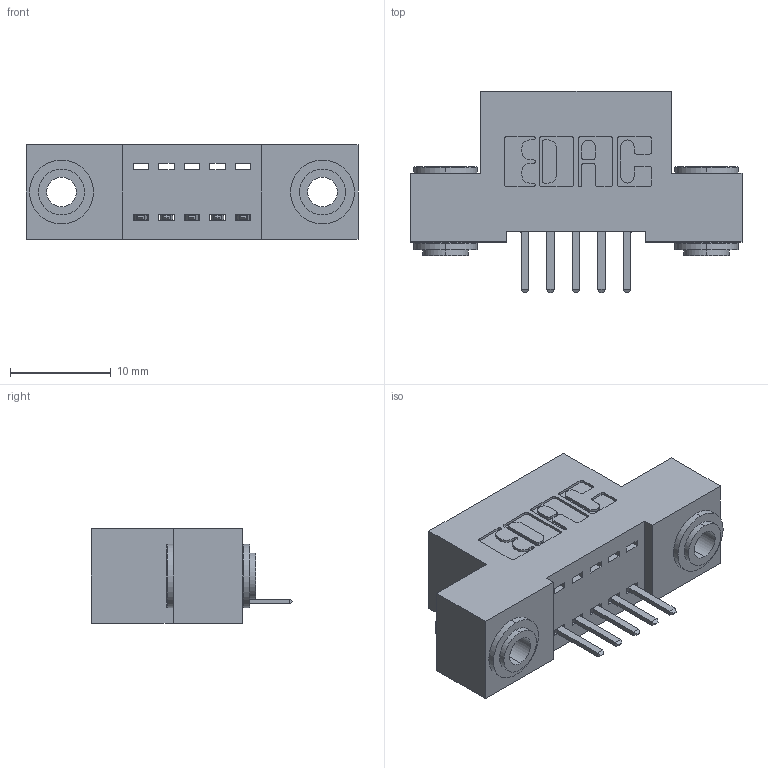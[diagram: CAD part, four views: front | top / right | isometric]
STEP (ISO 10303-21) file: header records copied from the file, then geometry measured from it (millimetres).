
FILE_DESCRIPTION (( 'STEP AP203' ), '1' );
FILE_NAME ('392-005-520-103.STEP', '2018-08-14T17:00:17', ( '' ), ( '' ), 'SwSTEP 2.0', 'SolidWorks 2016', '' );
FILE_SCHEMA (( 'CONFIG_CONTROL_DESIGN' ));
Length unit declared in the file: inch
Products named in the file (4): 342 Part_.156 TH; 345-292-001_345-293-120; 342-250-002_345-250-002-102; 392-005-520-103
Assembly tree (8 placements, depth 2):
  392-005-520-103
    342 Part_.156 TH
    345-292-001_345-293-120  x5
    342-250-002_345-250-002-102  x2
Bounding box: 33.02 x 20.02 x 9.4 mm (x, y, z)
Volume: 2767.3 mm3; surface area: 3553 mm2
Topology: 8 solids, 8 shells, 458 faces, 1295 edges, 846 vertices
Faces by surface type: plane 296, cylinder 154, cone 8
Entity records: 8474 total; most frequent: CARTESIAN_POINT 1456, ORIENTED_EDGE 1378, DIRECTION 1325, EDGE_CURVE 689, LINE 533, VECTOR 533, VERTEX_POINT 454, AXIS2_PLACEMENT_3D 396
